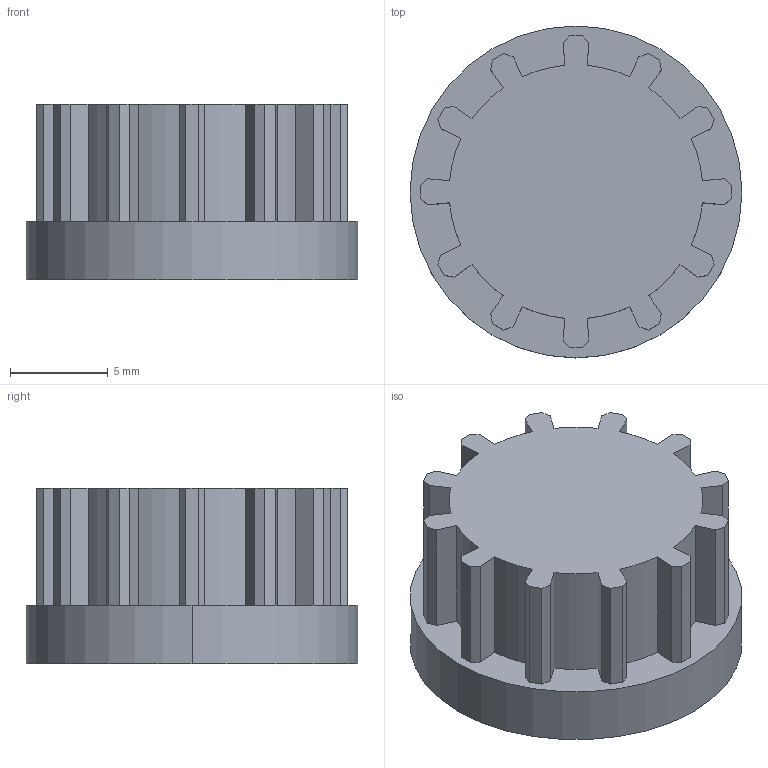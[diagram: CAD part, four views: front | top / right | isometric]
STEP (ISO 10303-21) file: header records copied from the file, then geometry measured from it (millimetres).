
FILE_DESCRIPTION (( 'STEP AP203' ), '1' );
FILE_NAME ('Part4_Default_sldprt.STEP', '2023-12-06T08:16:54', ( '' ), ( '' ), 'SwSTEP 2.0', 'SolidWorks 2023', '' );
FILE_SCHEMA (( 'CONFIG_CONTROL_DESIGN' ));
Length unit declared in the file: millimetre
Products named in the file (1): Part4_Default_sldprt
Bounding box: 17 x 17 x 9 mm (x, y, z)
Volume: 1529.2 mm3; surface area: 1129.3 mm2
Topology: 1 solids, 1 shells, 83 faces, 237 edges, 158 vertices
Faces by surface type: plane 66, cylinder 17
Entity records: 2762 total; most frequent: CARTESIAN_POINT 479, ORIENTED_EDGE 474, DIRECTION 439, EDGE_CURVE 237, LINE 203, VECTOR 203, VERTEX_POINT 158, AXIS2_PLACEMENT_3D 118
